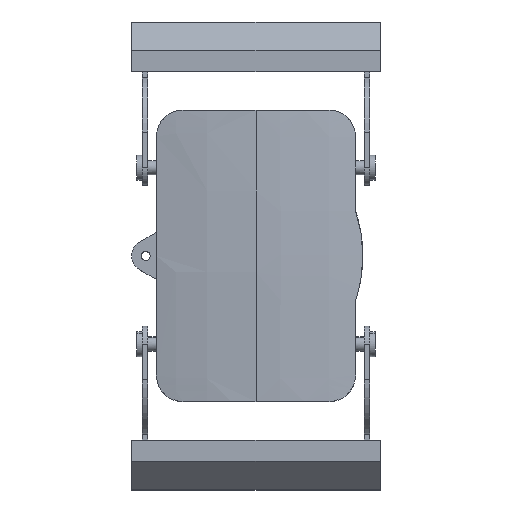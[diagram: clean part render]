
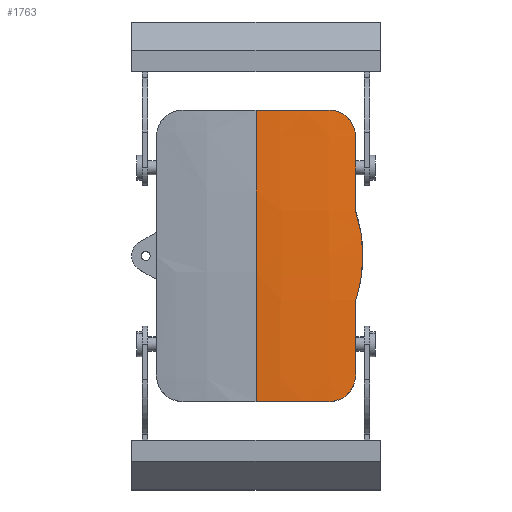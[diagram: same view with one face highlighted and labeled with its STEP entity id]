
A CAD part, top view. The second image highlights one B-rep face of the part: STEP entity #1763.
In plain terms, the highlighted face is a revolution surface.
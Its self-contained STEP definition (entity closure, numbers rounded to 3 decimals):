
#580=AXIS2_PLACEMENT_3D('Circle Axis2P3D',#578,#579,$) ;
#790=AXIS2_PLACEMENT_3D('Circle Axis2P3D',#788,#789,$) ;
#575=CARTESIAN_POINT('Vertex',(35.,106.8,37.566)) ;
#578=CARTESIAN_POINT('Axis2P3D Location',(35.,106.8,-111.5)) ;
#582=CARTESIAN_POINT('Vertex',(55.5,106.8,36.149)) ;
#604=CARTESIAN_POINT('Control Point',(63.,99.3,35.229)) ;
#605=CARTESIAN_POINT('Control Point',(63.,101.667,35.139)) ;
#606=CARTESIAN_POINT('Control Point',(62.068,104.046,35.219)) ;
#607=CARTESIAN_POINT('Control Point',(60.181,105.89,35.495)) ;
#608=CARTESIAN_POINT('Control Point',(57.844,106.8,35.824)) ;
#609=CARTESIAN_POINT('Control Point',(55.5,106.8,36.149)) ;
#610=CARTESIAN_POINT('Vertex',(63.,99.3,35.229)) ;
#631=CARTESIAN_POINT('Control Point',(63.,99.3,35.229)) ;
#632=CARTESIAN_POINT('Control Point',(63.,95.102,35.388)) ;
#633=CARTESIAN_POINT('Control Point',(63.,90.902,35.522)) ;
#634=CARTESIAN_POINT('Control Point',(63.,86.702,35.631)) ;
#635=CARTESIAN_POINT('Control Point',(63.,82.501,35.716)) ;
#636=CARTESIAN_POINT('Control Point',(63.,78.3,35.775)) ;
#637=CARTESIAN_POINT('Vertex',(63.,78.3,35.775)) ;
#712=CARTESIAN_POINT('Vertex',(63.,32.3,35.229)) ;
#719=CARTESIAN_POINT('Vertex',(63.,53.3,35.775)) ;
#723=CARTESIAN_POINT('Control Point',(63.,32.3,35.229)) ;
#724=CARTESIAN_POINT('Control Point',(63.,36.498,35.388)) ;
#725=CARTESIAN_POINT('Control Point',(63.,40.698,35.522)) ;
#726=CARTESIAN_POINT('Control Point',(63.,44.898,35.631)) ;
#727=CARTESIAN_POINT('Control Point',(63.,49.099,35.716)) ;
#728=CARTESIAN_POINT('Control Point',(63.,53.3,35.775)) ;
#762=CARTESIAN_POINT('Control Point',(63.,32.3,35.229)) ;
#763=CARTESIAN_POINT('Control Point',(63.,29.933,35.139)) ;
#764=CARTESIAN_POINT('Control Point',(62.068,27.554,35.219)) ;
#765=CARTESIAN_POINT('Control Point',(60.181,25.71,35.495)) ;
#766=CARTESIAN_POINT('Control Point',(57.844,24.8,35.824)) ;
#767=CARTESIAN_POINT('Control Point',(55.5,24.8,36.149)) ;
#768=CARTESIAN_POINT('Vertex',(55.5,24.8,36.149)) ;
#788=CARTESIAN_POINT('Axis2P3D Location',(35.,24.8,-111.5)) ;
#792=CARTESIAN_POINT('Vertex',(35.,24.8,37.566)) ;
#1723=CARTESIAN_POINT('Control Point',(35.,24.8,37.566)) ;
#1724=CARTESIAN_POINT('Control Point',(35.,52.114,38.811)) ;
#1725=CARTESIAN_POINT('Control Point',(35.,79.486,38.811)) ;
#1726=CARTESIAN_POINT('Control Point',(35.,106.8,37.566)) ;
#1738=CARTESIAN_POINT('Control Point',(35.,24.779,37.565)) ;
#1739=CARTESIAN_POINT('Control Point',(35.,52.107,38.812)) ;
#1740=CARTESIAN_POINT('Control Point',(35.,79.493,38.812)) ;
#1741=CARTESIAN_POINT('Control Point',(35.,106.821,37.565)) ;
#1742=CARTESIAN_POINT('Axis1P Location',(35.,65.8,-111.5)) ;
#1747=CARTESIAN_POINT('Control Point',(63.,78.3,35.775)) ;
#1748=CARTESIAN_POINT('Control Point',(65.038,72.277,35.473)) ;
#1749=CARTESIAN_POINT('Control Point',(65.769,65.8,35.331)) ;
#1750=CARTESIAN_POINT('Control Point',(65.038,59.323,35.473)) ;
#1751=CARTESIAN_POINT('Control Point',(63.,53.3,35.775)) ;
#579=DIRECTION('Axis2P3D Direction',(0.,-1.,-0.)) ;
#789=DIRECTION('Axis2P3D Direction',(0.,-1.,-0.)) ;
#1743=DIRECTION('Axis1P Direction',(0.,-1.,0.)) ;
#1744=AXIS1_PLACEMENT('Revolution Surface Axis1P',#1742,#1743) ;
#1754=ORIENTED_EDGE('',*,*,#1727,.F.) ;
#1755=ORIENTED_EDGE('',*,*,#794,.F.) ;
#1756=ORIENTED_EDGE('',*,*,#770,.F.) ;
#1757=ORIENTED_EDGE('',*,*,#729,.T.) ;
#1758=ORIENTED_EDGE('',*,*,#1752,.F.) ;
#1759=ORIENTED_EDGE('',*,*,#639,.F.) ;
#1760=ORIENTED_EDGE('',*,*,#612,.F.) ;
#1761=ORIENTED_EDGE('',*,*,#584,.T.) ;
#1763=ADVANCED_FACE('Cover',(#1762),#1745,.F.) ;
#603=B_SPLINE_CURVE_WITH_KNOTS('',5,(#604,#605,#606,#607,#608,#609),.UNSPECIFIED.,.F.,.U.,(6,6),(0.,17.2),.UNSPECIFIED.) ;
#630=B_SPLINE_CURVE_WITH_KNOTS('',5,(#631,#632,#633,#634,#635,#636),.UNSPECIFIED.,.F.,.U.,(6,6),(0.,29.709),.UNSPECIFIED.) ;
#722=B_SPLINE_CURVE_WITH_KNOTS('',5,(#723,#724,#725,#726,#727,#728),.UNSPECIFIED.,.F.,.U.,(6,6),(0.,29.709),.UNSPECIFIED.) ;
#761=B_SPLINE_CURVE_WITH_KNOTS('',5,(#762,#763,#764,#765,#766,#767),.UNSPECIFIED.,.F.,.U.,(6,6),(0.,17.2),.UNSPECIFIED.) ;
#1722=B_SPLINE_CURVE_WITH_KNOTS('',3,(#1723,#1724,#1725,#1726),.UNSPECIFIED.,.F.,.U.,(4,4),(1372.703,1454.759),.UNSPECIFIED.) ;
#1737=B_SPLINE_CURVE_WITH_KNOTS('',3,(#1738,#1739,#1740,#1741),.UNSPECIFIED.,.F.,.U.,(4,4),(1372.681,1454.781),.UNSPECIFIED.) ;
#1746=B_SPLINE_CURVE_WITH_KNOTS('',4,(#1747,#1748,#1749,#1750,#1751),.UNSPECIFIED.,.F.,.U.,(5,5),(0.,36.231),.UNSPECIFIED.) ;
#581=CIRCLE('generated circle',#580,149.066) ;
#791=CIRCLE('generated circle',#790,149.066) ;
#584=EDGE_CURVE('',#583,#576,#581,.T.) ;
#612=EDGE_CURVE('',#583,#611,#603,.F.) ;
#639=EDGE_CURVE('',#611,#638,#630,.T.) ;
#729=EDGE_CURVE('',#713,#720,#722,.T.) ;
#770=EDGE_CURVE('',#713,#769,#761,.T.) ;
#794=EDGE_CURVE('',#769,#793,#791,.T.) ;
#1727=EDGE_CURVE('',#793,#576,#1722,.T.) ;
#1752=EDGE_CURVE('',#638,#720,#1746,.T.) ;
#1753=EDGE_LOOP('',(#1754,#1755,#1756,#1757,#1758,#1759,#1760,#1761)) ;
#1762=FACE_OUTER_BOUND('',#1753,.T.) ;
#1745=SURFACE_OF_REVOLUTION('Surface of Revolution',#1737,#1744) ;
#576=VERTEX_POINT('',#575) ;
#583=VERTEX_POINT('',#582) ;
#611=VERTEX_POINT('',#610) ;
#638=VERTEX_POINT('',#637) ;
#713=VERTEX_POINT('',#712) ;
#720=VERTEX_POINT('',#719) ;
#769=VERTEX_POINT('',#768) ;
#793=VERTEX_POINT('',#792) ;
